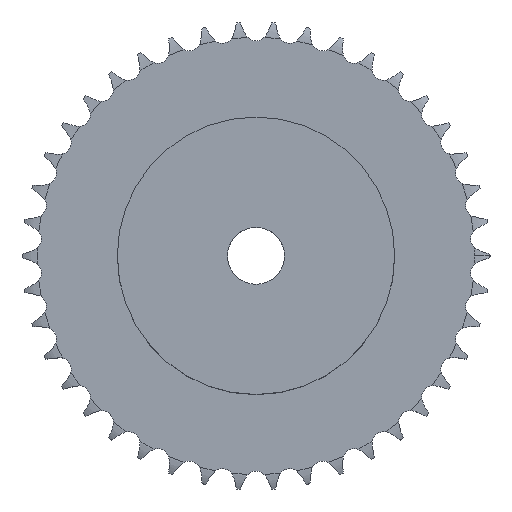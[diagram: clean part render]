
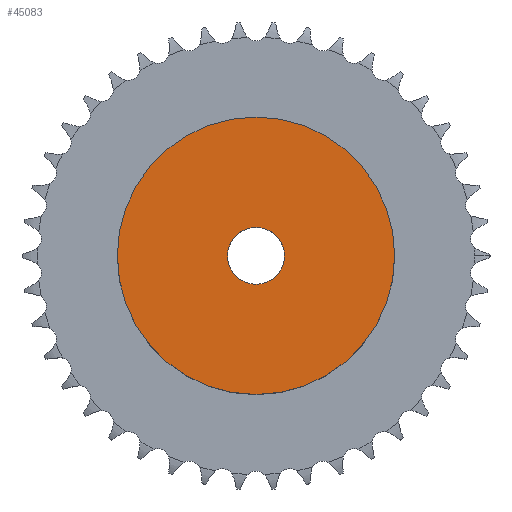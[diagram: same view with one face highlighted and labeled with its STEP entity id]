
A CAD part, top view. The second image highlights one B-rep face of the part: STEP entity #45083.
In plain terms, the highlighted planar face has unit normal (0, 0, 1).
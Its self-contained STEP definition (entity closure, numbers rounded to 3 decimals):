
#5088 = CYLINDRICAL_SURFACE('',#5089,39.);
#5089 = AXIS2_PLACEMENT_3D('',#5090,#5091,#5092);
#5090 = CARTESIAN_POINT('',(0.,0.,0.));
#5091 = DIRECTION('',(-0.,-0.,-1.));
#5092 = DIRECTION('',(1.,0.,0.));
#28354 = VERTEX_POINT('',#28355);
#28355 = CARTESIAN_POINT('',(39.,0.,35.));
#28376 = EDGE_CURVE('',#28354,#28354,#28377,.T.);
#28377 = SURFACE_CURVE('',#28378,(#28383,#28390),.PCURVE_S1.);
#28378 = CIRCLE('',#28379,39.);
#28379 = AXIS2_PLACEMENT_3D('',#28380,#28381,#28382);
#28380 = CARTESIAN_POINT('',(0.,0.,35.));
#28381 = DIRECTION('',(0.,0.,1.));
#28382 = DIRECTION('',(1.,0.,0.));
#28383 = PCURVE('',#5088,#28384);
#28384 = DEFINITIONAL_REPRESENTATION('',(#28385),#28389);
#28385 = LINE('',#28386,#28387);
#28386 = CARTESIAN_POINT('',(-0.,-35.));
#28387 = VECTOR('',#28388,1.);
#28388 = DIRECTION('',(-1.,0.));
#28389 = ( GEOMETRIC_REPRESENTATION_CONTEXT(2) 
PARAMETRIC_REPRESENTATION_CONTEXT() REPRESENTATION_CONTEXT('2D SPACE',''
  ) );
#28390 = PCURVE('',#28391,#28396);
#28391 = PLANE('',#28392);
#28392 = AXIS2_PLACEMENT_3D('',#28393,#28394,#28395);
#28393 = CARTESIAN_POINT('',(0.,0.,35.)
  );
#28394 = DIRECTION('',(0.,0.,1.));
#28395 = DIRECTION('',(1.,0.,0.));
#28396 = DEFINITIONAL_REPRESENTATION('',(#28397),#28401);
#28397 = CIRCLE('',#28398,39.);
#28398 = AXIS2_PLACEMENT_2D('',#28399,#28400);
#28399 = CARTESIAN_POINT('',(0.,0.));
#28400 = DIRECTION('',(1.,0.));
#28401 = ( GEOMETRIC_REPRESENTATION_CONTEXT(2) 
PARAMETRIC_REPRESENTATION_CONTEXT() REPRESENTATION_CONTEXT('2D SPACE',''
  ) );
#38116 = CYLINDRICAL_SURFACE('',#38117,8.);
#38117 = AXIS2_PLACEMENT_3D('',#38118,#38119,#38120);
#38118 = CARTESIAN_POINT('',(0.,0.,199.019));
#38119 = DIRECTION('',(0.,0.,1.));
#38120 = DIRECTION('',(1.,0.,0.));
#45083 = ADVANCED_FACE('',(#45084,#45087),#28391,.T.);
#45084 = FACE_BOUND('',#45085,.T.);
#45085 = EDGE_LOOP('',(#45086));
#45086 = ORIENTED_EDGE('',*,*,#28376,.T.);
#45087 = FACE_BOUND('',#45088,.T.);
#45088 = EDGE_LOOP('',(#45089));
#45089 = ORIENTED_EDGE('',*,*,#45090,.F.);
#45090 = EDGE_CURVE('',#45091,#45091,#45093,.T.);
#45091 = VERTEX_POINT('',#45092);
#45092 = CARTESIAN_POINT('',(8.,0.,35.));
#45093 = SURFACE_CURVE('',#45094,(#45099,#45106),.PCURVE_S1.);
#45094 = CIRCLE('',#45095,8.);
#45095 = AXIS2_PLACEMENT_3D('',#45096,#45097,#45098);
#45096 = CARTESIAN_POINT('',(0.,0.,35.));
#45097 = DIRECTION('',(0.,0.,1.));
#45098 = DIRECTION('',(1.,0.,0.));
#45099 = PCURVE('',#28391,#45100);
#45100 = DEFINITIONAL_REPRESENTATION('',(#45101),#45105);
#45101 = CIRCLE('',#45102,8.);
#45102 = AXIS2_PLACEMENT_2D('',#45103,#45104);
#45103 = CARTESIAN_POINT('',(0.,0.));
#45104 = DIRECTION('',(1.,0.));
#45105 = ( GEOMETRIC_REPRESENTATION_CONTEXT(2) 
PARAMETRIC_REPRESENTATION_CONTEXT() REPRESENTATION_CONTEXT('2D SPACE',''
  ) );
#45106 = PCURVE('',#38116,#45107);
#45107 = DEFINITIONAL_REPRESENTATION('',(#45108),#45112);
#45108 = LINE('',#45109,#45110);
#45109 = CARTESIAN_POINT('',(0.,-164.019));
#45110 = VECTOR('',#45111,1.);
#45111 = DIRECTION('',(1.,0.));
#45112 = ( GEOMETRIC_REPRESENTATION_CONTEXT(2) 
PARAMETRIC_REPRESENTATION_CONTEXT() REPRESENTATION_CONTEXT('2D SPACE',''
  ) );
